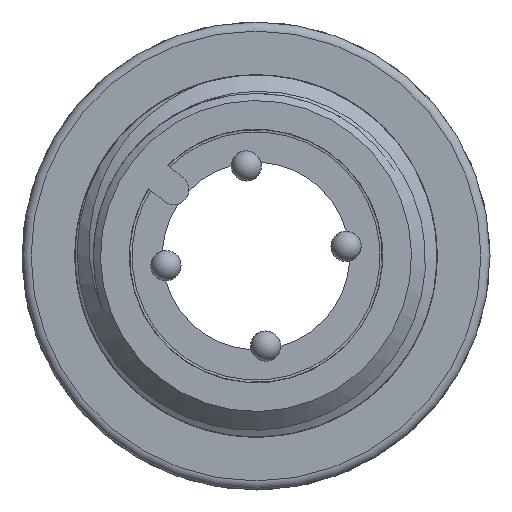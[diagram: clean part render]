
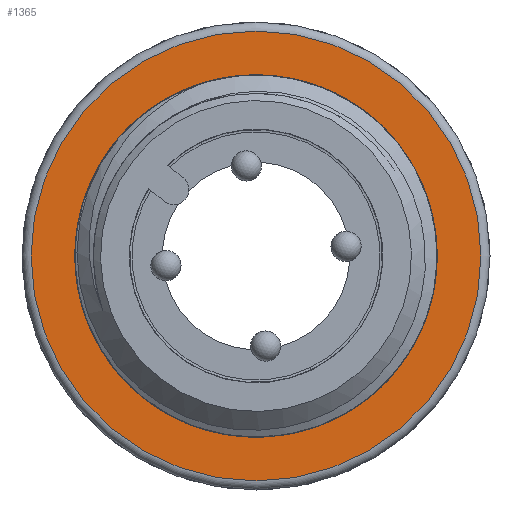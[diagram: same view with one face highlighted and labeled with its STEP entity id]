
A CAD part, front view. The second image highlights one B-rep face of the part: STEP entity #1365.
In plain terms, the highlighted planar face has unit normal (0, -1, 0).
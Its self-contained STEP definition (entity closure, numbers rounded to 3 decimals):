
#198 = VERTEX_POINT ( 'NONE', #1322 ) ;
#425 = AXIS2_PLACEMENT_3D ( 'NONE', #2067, #2738, #2630 ) ;
#456 = DIRECTION ( 'NONE',  ( 0., 1., 0. ) ) ;
#611 = EDGE_LOOP ( 'NONE', ( #1991 ) ) ;
#769 = CARTESIAN_POINT ( 'NONE',  ( 0., 16.5, 0. ) ) ;
#836 = EDGE_LOOP ( 'NONE', ( #2376 ) ) ;
#1045 = CIRCLE ( 'NONE', #1997, 6. ) ;
#1322 = CARTESIAN_POINT ( 'NONE',  ( 0., 16.5, 6. ) ) ;
#1365 = ADVANCED_FACE ( 'NONE', ( #1661, #3646 ), #3344, .F. ) ;
#1442 = VERTEX_POINT ( 'NONE', #1480 ) ;
#1480 = CARTESIAN_POINT ( 'NONE',  ( 0., 16.5, 7.45 ) ) ;
#1661 = FACE_BOUND ( 'NONE', #836, .T. ) ;
#1991 = ORIENTED_EDGE ( 'NONE', *, *, #3185, .T. ) ;
#1997 = AXIS2_PLACEMENT_3D ( 'NONE', #3282, #3343, #3588 ) ;
#2006 = AXIS2_PLACEMENT_3D ( 'NONE', #769, #456, #3039 ) ;
#2017 = EDGE_CURVE ( 'NONE', #198, #198, #1045, .T. ) ;
#2067 = CARTESIAN_POINT ( 'NONE',  ( 0., 16.5, 0. ) ) ;
#2376 = ORIENTED_EDGE ( 'NONE', *, *, #2017, .T. ) ;
#2504 = CIRCLE ( 'NONE', #425, 7.45 ) ;
#2630 = DIRECTION ( 'NONE',  ( 0., 0., 1. ) ) ;
#2738 = DIRECTION ( 'NONE',  ( 0., -1., 0. ) ) ;
#3039 = DIRECTION ( 'NONE',  ( 0., 0., 1. ) ) ;
#3185 = EDGE_CURVE ( 'NONE', #1442, #1442, #2504, .T. ) ;
#3282 = CARTESIAN_POINT ( 'NONE',  ( 0., 16.5, 0. ) ) ;
#3343 = DIRECTION ( 'NONE',  ( 0., 1., 0. ) ) ;
#3344 = PLANE ( 'NONE',  #2006 ) ;
#3588 = DIRECTION ( 'NONE',  ( 0., 0., 1. ) ) ;
#3646 = FACE_OUTER_BOUND ( 'NONE', #611, .T. ) ;
